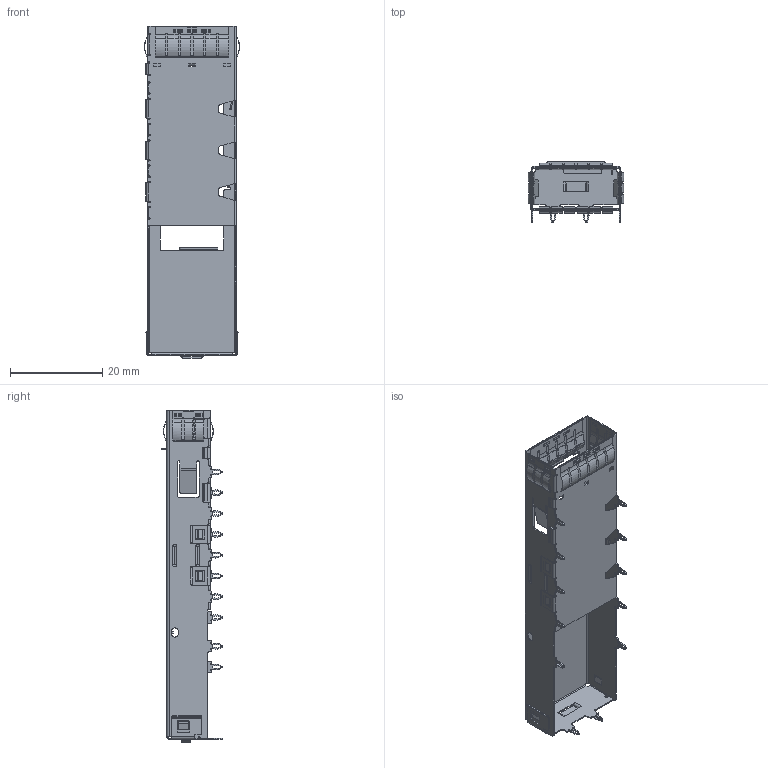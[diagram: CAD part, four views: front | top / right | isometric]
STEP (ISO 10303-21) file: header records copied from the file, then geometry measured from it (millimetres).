
FILE_DESCRIPTION (( 'STEP AP214' ), '1' );
FILE_NAME ('05-00415--A118652-001.STEP', '2020-09-22T14:57:32', ( '' ), ( '' ), 'SwSTEP 2.0', 'SolidWorks 2018', '' );
FILE_SCHEMA (( 'AUTOMOTIVE_DESIGN' ));
Length unit declared in the file: millimetre
Products named in the file (2): 05-00415--A118652-001
Bounding box: 20.65 x 13.25 x 71.83 mm (x, y, z)
Volume: 801.3 mm3; surface area: 7543.9 mm2
Topology: 5 solids, 5 shells, 2098 faces, 5718 edges, 3546 vertices
Faces by surface type: plane 986, cylinder 863, torus 165, bspline 51, cone 17, sphere 16
Entity records: 91240 total; most frequent: CARTESIAN_POINT 14043, DIRECTION 11648, ORIENTED_EDGE 11388, EDGE_CURVE 5694, AXIS2_PLACEMENT_3D 4183, VERTEX_POINT 3538, VECTOR 3282, LINE 3282
